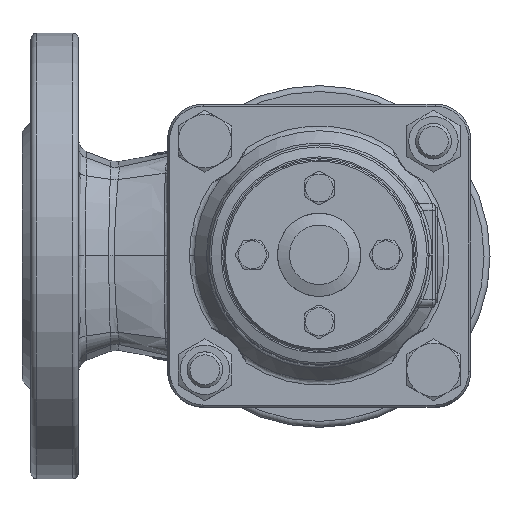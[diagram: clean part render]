
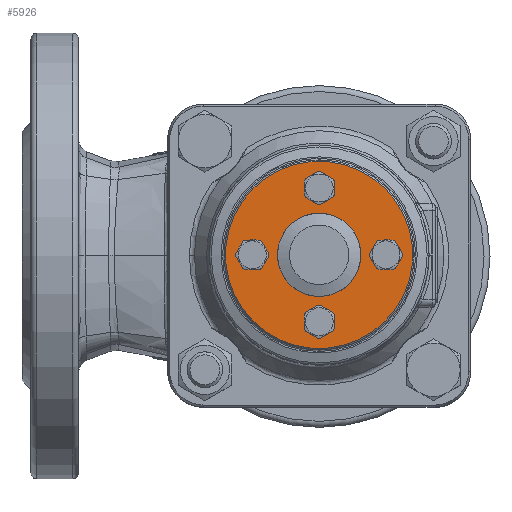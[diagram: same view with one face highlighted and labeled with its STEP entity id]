
A CAD part, top view. The second image highlights one B-rep face of the part: STEP entity #5926.
In plain terms, the highlighted planar face has unit normal (0, 0, 1).
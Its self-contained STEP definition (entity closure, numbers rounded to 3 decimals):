
#5690=CARTESIAN_POINT('',(22.274,22.274,216.5));
#5691=VERTEX_POINT('',#5690);
#5692=CARTESIAN_POINT('',(-22.274,-22.274,216.5));
#5693=VERTEX_POINT('',#5692);
#5694=CARTESIAN_POINT('',(-0.,-0.,216.5));
#5695=DIRECTION('',(-0.,-0.,1.));
#5696=DIRECTION('',(-0.707,-0.707,-0.));
#5697=AXIS2_PLACEMENT_3D('',#5694,#5695,#5696);
#5698=CIRCLE('',#5697,31.5);
#5699=EDGE_CURVE('NONE',#5691,#5693,#5698,.T.);
#5701=CARTESIAN_POINT('',(-0.,-0.,216.5));
#5702=DIRECTION('',(-0.,-0.,1.));
#5703=DIRECTION('',(-0.707,-0.707,-0.));
#5704=AXIS2_PLACEMENT_3D('',#5701,#5702,#5703);
#5705=CIRCLE('',#5704,31.5);
#5706=EDGE_CURVE('NONE',#5693,#5691,#5705,.T.);
#5762=CARTESIAN_POINT('',(9.899,9.899,216.5));
#5763=VERTEX_POINT('',#5762);
#5764=CARTESIAN_POINT('',(-9.899,-9.899,216.5));
#5765=VERTEX_POINT('',#5764);
#5766=CARTESIAN_POINT('',(-0.,-0.,216.5));
#5767=DIRECTION('',(0.,0.,-1.));
#5768=DIRECTION('',(-0.707,-0.707,-0.));
#5769=AXIS2_PLACEMENT_3D('',#5766,#5767,#5768);
#5770=CIRCLE('',#5769,14.);
#5771=EDGE_CURVE('NONE',#5763,#5765,#5770,.T.);
#5773=CARTESIAN_POINT('',(-0.,-0.,216.5));
#5774=DIRECTION('',(0.,0.,-1.));
#5775=DIRECTION('',(-0.707,-0.707,-0.));
#5776=AXIS2_PLACEMENT_3D('',#5773,#5774,#5775);
#5777=CIRCLE('',#5776,14.);
#5778=EDGE_CURVE('NONE',#5765,#5763,#5777,.T.);
#5913=CARTESIAN_POINT('',(22.627,-22.627,216.5));
#5914=DIRECTION('',(0.,0.,-1.));
#5915=DIRECTION('',(-0.707,-0.707,-0.));
#5916=AXIS2_PLACEMENT_3D('',#5913,#5914,#5915);
#5917=PLANE('',#5916);
#5918=ORIENTED_EDGE('',*,*,#5706,.T.);
#5919=ORIENTED_EDGE('',*,*,#5699,.T.);
#5920=EDGE_LOOP('',(#5918,#5919));
#5921=FACE_BOUND('',#5920,.T.);
#5922=ORIENTED_EDGE('',*,*,#5778,.T.);
#5923=ORIENTED_EDGE('',*,*,#5771,.T.);
#5924=EDGE_LOOP('',(#5922,#5923));
#5925=FACE_BOUND('',#5924,.T.);
#5926=ADVANCED_FACE('NONE',(#5921,#5925),#5917,.F.);
